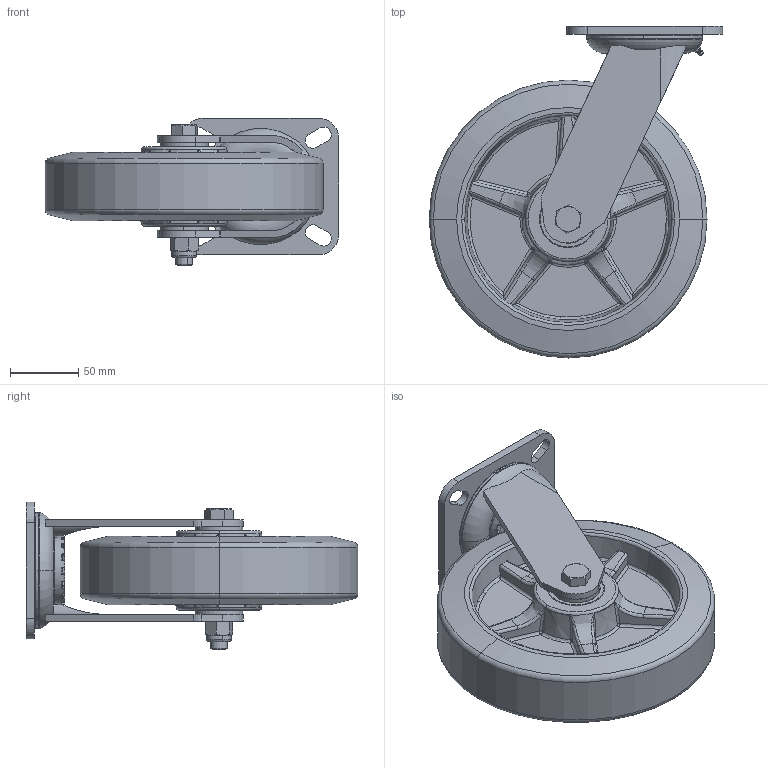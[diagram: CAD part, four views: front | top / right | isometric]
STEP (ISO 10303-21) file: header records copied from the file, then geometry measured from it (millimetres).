
FILE_DESCRIPTION (( 'STEP AP203' ), '1' );
FILE_NAME ('S8832.STEP', '2020-02-24T07:23:37', ( '' ), ( '' ), 'SwSTEP 2.0', 'SolidWorks 2013', '' );
FILE_SCHEMA (( 'CONFIG_CONTROL_DESIGN' ));
Length unit declared in the file: millimetre
Products named in the file (1): S8832
Bounding box: 214.5 x 242.5 x 108 mm (x, y, z)
Volume: 1225086 mm3; surface area: 239849.2 mm2
Topology: 49 solids, 49 shells, 877 faces, 2181 edges, 1350 vertices
Faces by surface type: cylinder 235, plane 226, torus 141, sphere 100, bspline 96, cone 79
Entity records: 30455 total; most frequent: CARTESIAN_POINT 11338, ORIENTED_EDGE 4002, DIRECTION 3954, EDGE_CURVE 2001, AXIS2_PLACEMENT_3D 1691, VERTEX_POINT 1242, EDGE_LOOP 929, CIRCLE 909
